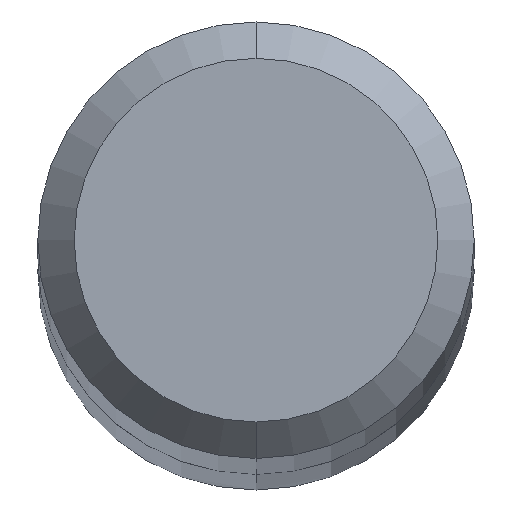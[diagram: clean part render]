
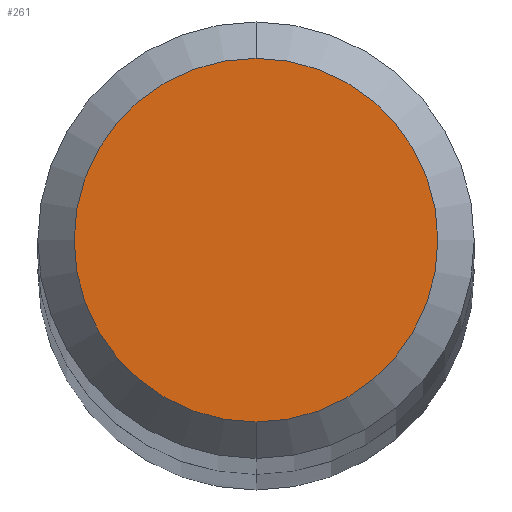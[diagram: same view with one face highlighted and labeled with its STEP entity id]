
A CAD part, top view. The second image highlights one B-rep face of the part: STEP entity #261.
In plain terms, the highlighted planar face has unit normal (0, 0, 1).
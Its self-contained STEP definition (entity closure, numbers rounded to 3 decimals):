
#187=EDGE_CURVE('',#389,#205,#448,.T.);
#205=VERTEX_POINT('',#468);
#261=ADVANCED_FACE('',(#533),#534,.T.);
#349=EDGE_CURVE('',#205,#389,#630,.T.);
#389=VERTEX_POINT('',#672);
#448=CIRCLE('',#760,1.5);
#468=CARTESIAN_POINT('',(0.,-1.5,73.0));
#533=FACE_OUTER_BOUND('',#910,.T.);
#534=PLANE('',#911);
#630=CIRCLE('',#1143,1.5);
#672=CARTESIAN_POINT('',(0.0,1.5,73.0));
#760=AXIS2_PLACEMENT_3D('',#1326,#1327,#1328);
#910=EDGE_LOOP('',(#1444,#1445));
#911=AXIS2_PLACEMENT_3D('',#1446,#1447,#1448);
#1143=AXIS2_PLACEMENT_3D('',#1541,#1542,#1543);
#1326=CARTESIAN_POINT('',(0.0,0.0,73.0));
#1327=DIRECTION('',(0.0,0.0,-1.0));
#1328=DIRECTION('',(0.0,1.0,0.0));
#1444=ORIENTED_EDGE('',*,*,#187,.F.);
#1445=ORIENTED_EDGE('',*,*,#349,.F.);
#1446=CARTESIAN_POINT('',(0.0,0.75,73.0));
#1447=DIRECTION('',(-0.0,0.0,1.0));
#1448=DIRECTION('',(0.0,-1.0,0.0));
#1541=CARTESIAN_POINT('',(0.0,0.0,73.0));
#1542=DIRECTION('',(0.0,0.0,-1.0));
#1543=DIRECTION('',(0.0,1.0,0.0));
